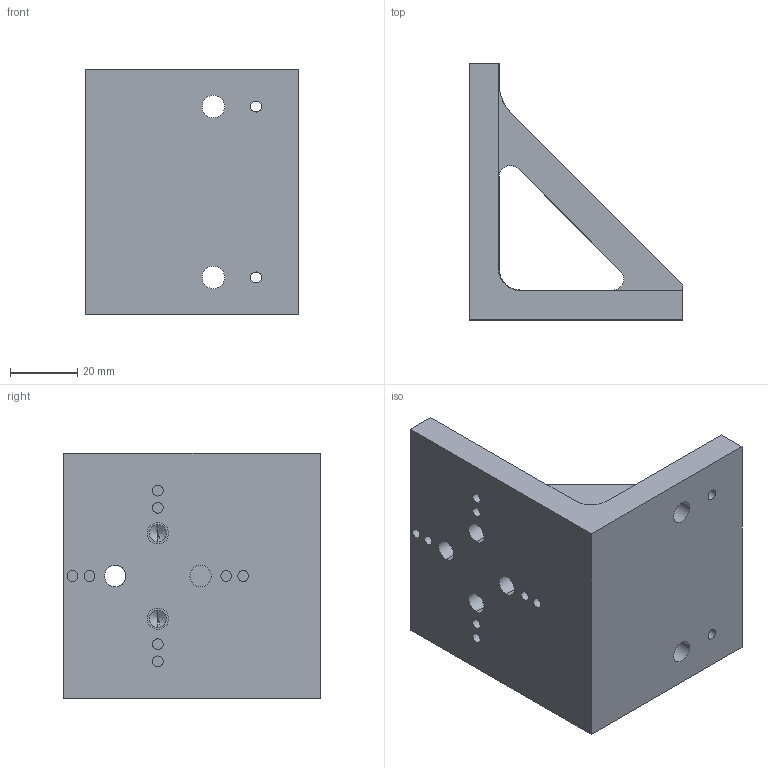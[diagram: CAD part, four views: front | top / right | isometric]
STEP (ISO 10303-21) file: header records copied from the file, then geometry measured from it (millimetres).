
FILE_DESCRIPTION (( 'STEP AP214' ), '1' );
FILE_NAME ('1881-E0W.STEP', '2013-05-23T13:08:27', ( '' ), ( '' ), 'SwSTEP 2.0', 'SolidWorks 2012', '' );
FILE_SCHEMA (( 'AUTOMOTIVE_DESIGN' ));
Length unit declared in the file: inch
Products named in the file (1): 1881-E0W
Bounding box: 63.5 x 76.2 x 73.15 mm (x, y, z)
Volume: 107925.2 mm3; surface area: 28708.8 mm2
Topology: 1 solids, 1 shells, 73 faces, 182 edges, 118 vertices
Faces by surface type: cylinder 42, plane 27, cone 4
Entity records: 3222 total; most frequent: CARTESIAN_POINT 408, DIRECTION 404, ORIENTED_EDGE 356, EDGE_CURVE 178, AXIS2_PLACEMENT_3D 156, VERTEX_POINT 118, EDGE_LOOP 98, VECTOR 92
